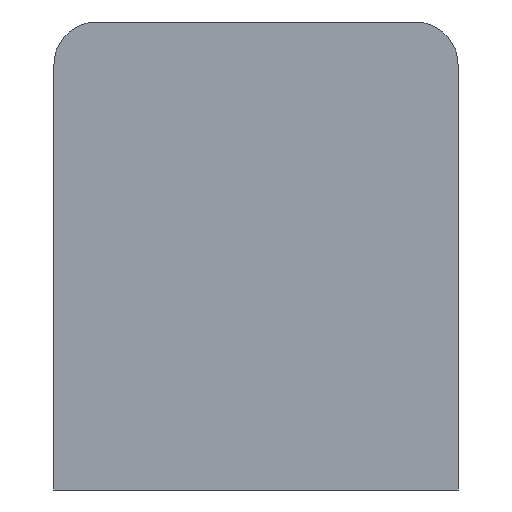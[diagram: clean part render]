
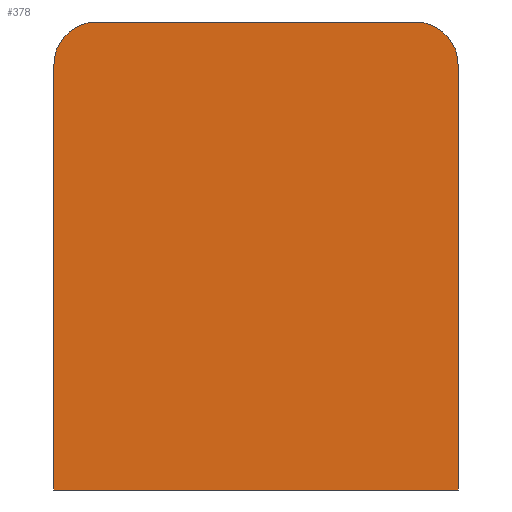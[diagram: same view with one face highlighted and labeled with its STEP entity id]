
A CAD part, front view. The second image highlights one B-rep face of the part: STEP entity #378.
In plain terms, the highlighted planar face has unit normal (0, -1, 0).
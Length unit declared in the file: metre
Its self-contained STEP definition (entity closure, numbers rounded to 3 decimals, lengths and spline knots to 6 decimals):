
#38=LINE('',#606,#60);
#44=LINE('',#618,#66);
#49=LINE('',#628,#71);
#50=LINE('',#632,#72);
#60=VECTOR('',#483,1.);
#66=VECTOR('',#493,1.);
#71=VECTOR('',#500,1.);
#72=VECTOR('',#503,1.);
#102=ORIENTED_EDGE('',*,*,#191,.T.);
#103=ORIENTED_EDGE('',*,*,#192,.T.);
#104=ORIENTED_EDGE('',*,*,#186,.T.);
#105=ORIENTED_EDGE('',*,*,#193,.F.);
#106=ORIENTED_EDGE('',*,*,#180,.F.);
#107=ORIENTED_EDGE('',*,*,#194,.T.);
#180=EDGE_CURVE('',#225,#226,#38,.T.);
#186=EDGE_CURVE('',#230,#231,#44,.T.);
#191=EDGE_CURVE('',#234,#235,#49,.T.);
#192=EDGE_CURVE('',#235,#230,#256,.T.);
#193=EDGE_CURVE('',#226,#231,#50,.T.);
#194=EDGE_CURVE('',#225,#234,#257,.T.);
#225=VERTEX_POINT('',#605);
#226=VERTEX_POINT('',#607);
#230=VERTEX_POINT('',#619);
#231=VERTEX_POINT('',#620);
#234=VERTEX_POINT('',#629);
#235=VERTEX_POINT('',#630);
#256=CIRCLE('',#422,0.002);
#257=CIRCLE('',#423,0.002);
#282=EDGE_LOOP('',(#102,#103,#104,#105,#106,#107));
#326=FACE_BOUND('',#282,.T.);
#366=PLANE('',#421);
#378=ADVANCED_FACE('',(#326),#366,.T.);
#421=AXIS2_PLACEMENT_3D('',#627,#498,#499);
#422=AXIS2_PLACEMENT_3D('',#631,#501,#502);
#423=AXIS2_PLACEMENT_3D('',#633,#504,#505);
#483=DIRECTION('',(0.,0.,-1.));
#493=DIRECTION('',(0.,0.,-1.));
#498=DIRECTION('',(0.,-1.,0.));
#499=DIRECTION('',(0.,0.,-1.));
#500=DIRECTION('',(-1.,0.,0.));
#501=DIRECTION('',(0.,-1.,0.));
#502=DIRECTION('',(0.,0.,-1.));
#503=DIRECTION('',(-1.,0.,0.));
#504=DIRECTION('',(0.,-1.,0.));
#505=DIRECTION('',(0.,0.,-1.));
#605=CARTESIAN_POINT('',(0.0095,-0.0175,0.02));
#606=CARTESIAN_POINT('',(0.0095,-0.0175,0.002));
#607=CARTESIAN_POINT('',(0.0095,-0.0175,0.));
#618=CARTESIAN_POINT('',(-0.0095,-0.0175,0.002));
#619=CARTESIAN_POINT('',(-0.0095,-0.0175,0.02));
#620=CARTESIAN_POINT('',(-0.0095,-0.0175,0.));
#627=CARTESIAN_POINT('',(0.,-0.0175,0.002));
#628=CARTESIAN_POINT('',(0.,-0.0175,0.022));
#629=CARTESIAN_POINT('',(0.0075,-0.0175,0.022));
#630=CARTESIAN_POINT('',(-0.0075,-0.0175,0.022));
#631=CARTESIAN_POINT('',(-0.0075,-0.0175,0.02));
#632=CARTESIAN_POINT('',(0.,-0.0175,0.));
#633=CARTESIAN_POINT('',(0.0075,-0.0175,0.02));
